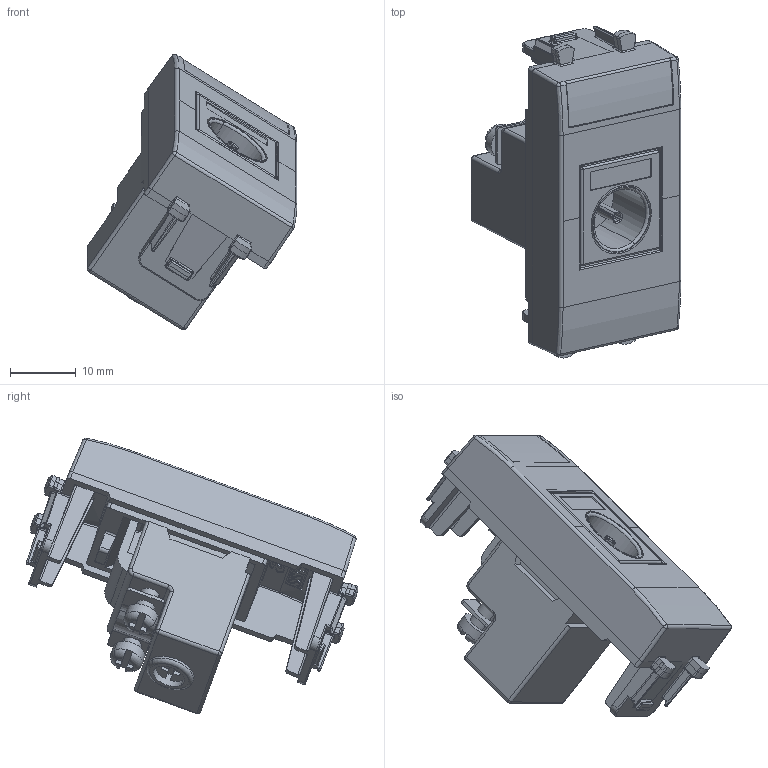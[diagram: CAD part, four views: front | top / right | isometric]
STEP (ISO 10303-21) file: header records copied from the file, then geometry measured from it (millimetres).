
FILE_DESCRIPTION(('CATIA V5 STEP Exchange'),'2;1');
FILE_NAME('441096FE.stp','2024-03-07T15:03:49+00:00',('none'),('none'),'CATIA Version 5-6 Release 2016 SP6','CATIA V5 STEP AP203','none');
FILE_SCHEMA(('CONFIG_CONTROL_DESIGN'));
Products named in the file (1): 441096FE
Assembly tree (2 placements, depth 2):
  441096FE
    #57
    #44944
Bounding box: 31.97 x 50.64 x 42.06 mm (x, y, z)
Volume: 10444.4 mm3; surface area: 10371.7 mm2
Topology: 2 solids, 2 shells, 1343 faces, 3581 edges, 2228 vertices
Faces by surface type: plane 800, cylinder 324, bspline 94, sphere 40, torus 35, extrusion 26, cone 24
Entity records: 50261 total; most frequent: CARTESIAN_POINT 21132, ORIENTED_EDGE 7066, DIRECTION 4221, EDGE_CURVE 3533, VERTEX_POINT 2228, VECTOR 1627, LINE 1601, AXIS2_PLACEMENT_3D 1547
